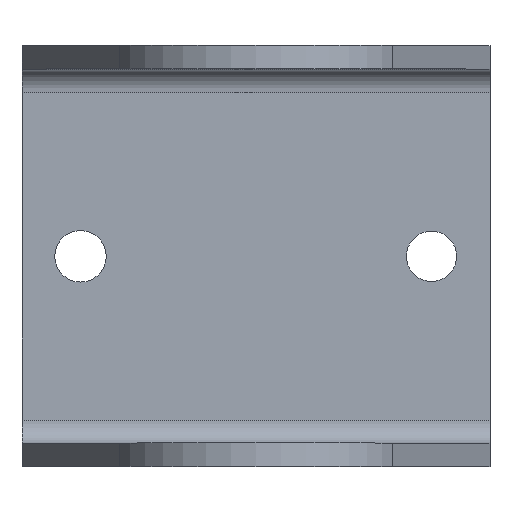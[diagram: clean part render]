
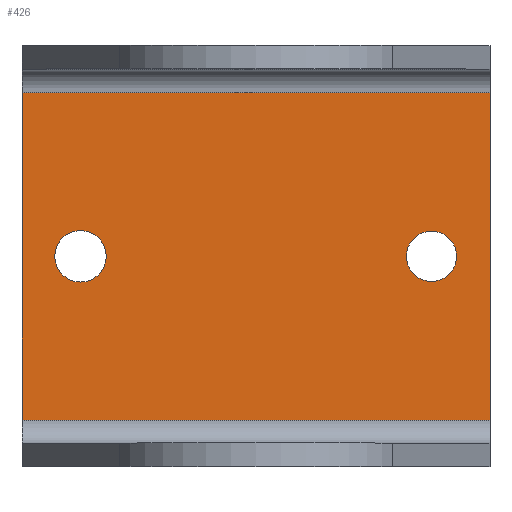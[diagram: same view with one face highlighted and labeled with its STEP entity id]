
A CAD part, top view. The second image highlights one B-rep face of the part: STEP entity #426.
In plain terms, the highlighted planar face has unit normal (0, 0, 1).
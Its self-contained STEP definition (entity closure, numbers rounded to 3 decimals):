
#21=FACE_BOUND('',#97,.T.);
#22=FACE_BOUND('',#98,.T.);
#38=PLANE('',#486);
#64=FACE_OUTER_BOUND('',#96,.T.);
#96=EDGE_LOOP('',(#385,#386,#387,#388));
#97=EDGE_LOOP('',(#389));
#98=EDGE_LOOP('',(#390));
#126=LINE('',#707,#162);
#130=LINE('',#723,#166);
#132=LINE('',#726,#168);
#134=LINE('',#730,#170);
#162=VECTOR('',#584,10.);
#166=VECTOR('',#604,10.);
#168=VECTOR('',#608,10.);
#170=VECTOR('',#614,10.);
#171=CIRCLE('',#442,2.2);
#181=CIRCLE('',#463,2.15);
#191=VERTEX_POINT('',#619);
#213=VERTEX_POINT('',#683);
#217=VERTEX_POINT('',#699);
#218=VERTEX_POINT('',#703);
#221=VERTEX_POINT('',#715);
#222=VERTEX_POINT('',#719);
#223=EDGE_CURVE('',#191,#191,#171,.T.);
#254=EDGE_CURVE('',#213,#213,#181,.T.);
#266=EDGE_CURVE('',#217,#218,#126,.T.);
#274=EDGE_CURVE('',#221,#222,#130,.T.);
#276=EDGE_CURVE('',#218,#221,#132,.T.);
#278=EDGE_CURVE('',#222,#217,#134,.T.);
#385=ORIENTED_EDGE('',*,*,#266,.T.);
#386=ORIENTED_EDGE('',*,*,#276,.T.);
#387=ORIENTED_EDGE('',*,*,#274,.T.);
#388=ORIENTED_EDGE('',*,*,#278,.T.);
#389=ORIENTED_EDGE('',*,*,#223,.T.);
#390=ORIENTED_EDGE('',*,*,#254,.T.);
#426=ADVANCED_FACE('',(#64,#21,#22),#38,.T.);
#442=AXIS2_PLACEMENT_3D('',#620,#491,#492);
#463=AXIS2_PLACEMENT_3D('',#684,#554,#555);
#486=AXIS2_PLACEMENT_3D('',#731,#615,#616);
#491=DIRECTION('center_axis',(0.,0.,-1.));
#492=DIRECTION('ref_axis',(-1.,0.,0.));
#554=DIRECTION('center_axis',(0.,0.,-1.));
#555=DIRECTION('ref_axis',(-1.,0.,0.));
#584=DIRECTION('',(1.,0.,0.));
#604=DIRECTION('',(-1.,0.,0.));
#608=DIRECTION('',(0.,1.,0.));
#614=DIRECTION('',(0.,-1.,0.));
#615=DIRECTION('center_axis',(0.,0.,1.));
#616=DIRECTION('ref_axis',(1.,0.,0.));
#619=CARTESIAN_POINT('',(7.2,18.,2.));
#620=CARTESIAN_POINT('Origin',(5.,18.,2.));
#683=CARTESIAN_POINT('',(37.15,18.,2.));
#684=CARTESIAN_POINT('Origin',(35.,18.,2.));
#699=CARTESIAN_POINT('',(0.,4.,2.));
#703=CARTESIAN_POINT('',(40.,4.,2.));
#707=CARTESIAN_POINT('',(10.,4.,2.));
#715=CARTESIAN_POINT('',(40.,32.,2.));
#719=CARTESIAN_POINT('',(0.,32.,2.));
#723=CARTESIAN_POINT('',(30.,32.,2.));
#726=CARTESIAN_POINT('',(40.,0.,2.));
#730=CARTESIAN_POINT('',(0.,36.,2.));
#731=CARTESIAN_POINT('Origin',(20.,18.,2.));
